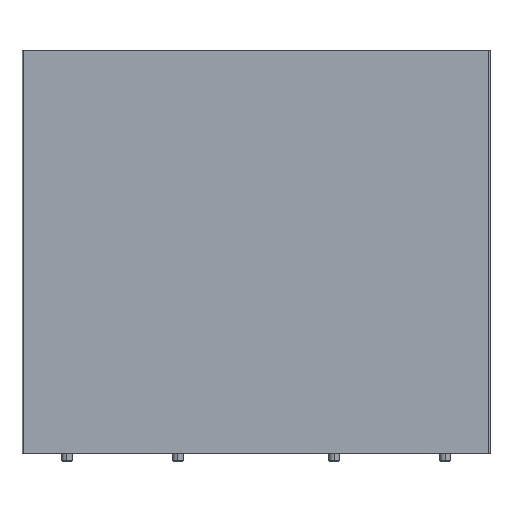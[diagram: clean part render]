
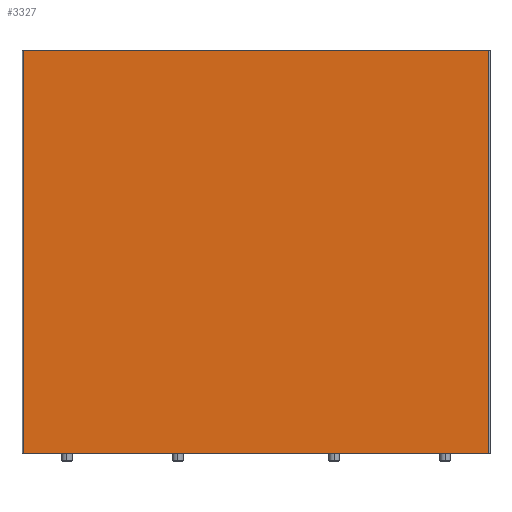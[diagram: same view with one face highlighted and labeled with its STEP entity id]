
A CAD part, top view. The second image highlights one B-rep face of the part: STEP entity #3327.
In plain terms, the highlighted planar face has unit normal (0, 0, 1).
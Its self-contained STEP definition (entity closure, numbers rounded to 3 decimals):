
#482 = CARTESIAN_POINT ( 'NONE',  ( -57.75, 0., 0. ) ) ;
#551 = EDGE_CURVE ( 'NONE', #3232, #568, #3628, .T. ) ;
#566 = CARTESIAN_POINT ( 'NONE',  ( 58., 100., 0. ) ) ;
#568 = VERTEX_POINT ( 'NONE', #2326 ) ;
#620 = LINE ( 'NONE', #4607, #2234 ) ;
#792 = EDGE_CURVE ( 'NONE', #1955, #568, #620, .T. ) ;
#804 = FACE_OUTER_BOUND ( 'NONE', #3139, .T. ) ;
#848 = DIRECTION ( 'NONE',  ( 0., 0., -1. ) ) ;
#1200 = CARTESIAN_POINT ( 'NONE',  ( 58., 100., 0. ) ) ;
#1300 = VERTEX_POINT ( 'NONE', #482 ) ;
#1328 = DIRECTION ( 'NONE',  ( 0., 1., 0. ) ) ;
#1339 = DIRECTION ( 'NONE',  ( 1., 0., 0. ) ) ;
#1496 = ORIENTED_EDGE ( 'NONE', *, *, #792, .T. ) ;
#1604 = ORIENTED_EDGE ( 'NONE', *, *, #551, .F. ) ;
#1797 = ORIENTED_EDGE ( 'NONE', *, *, #3493, .T. ) ;
#1860 = CARTESIAN_POINT ( 'NONE',  ( -57.75, 100., 0. ) ) ;
#1883 = AXIS2_PLACEMENT_3D ( 'NONE', #1200, #848, #4269 ) ;
#1923 = VECTOR ( 'NONE', #1339, 1000. ) ;
#1955 = VERTEX_POINT ( 'NONE', #3075 ) ;
#2077 = VECTOR ( 'NONE', #4355, 1000. ) ;
#2234 = VECTOR ( 'NONE', #1328, 1000. ) ;
#2326 = CARTESIAN_POINT ( 'NONE',  ( 57.75, 100., 0. ) ) ;
#2476 = LINE ( 'NONE', #4596, #1923 ) ;
#2679 = ORIENTED_EDGE ( 'NONE', *, *, #2955, .T. ) ;
#2955 = EDGE_CURVE ( 'NONE', #1300, #1955, #2476, .T. ) ;
#3052 = DIRECTION ( 'NONE',  ( 1., 0., 0. ) ) ;
#3075 = CARTESIAN_POINT ( 'NONE',  ( 57.75, 0., 0. ) ) ;
#3139 = EDGE_LOOP ( 'NONE', ( #1604, #1797, #2679, #1496 ) ) ;
#3232 = VERTEX_POINT ( 'NONE', #3280 ) ;
#3280 = CARTESIAN_POINT ( 'NONE',  ( -57.75, 100., 0. ) ) ;
#3327 = ADVANCED_FACE ( 'NONE', ( #804 ), #3677, .F. ) ;
#3493 = EDGE_CURVE ( 'NONE', #3232, #1300, #3648, .T. ) ;
#3628 = LINE ( 'NONE', #566, #4295 ) ;
#3648 = LINE ( 'NONE', #1860, #2077 ) ;
#3677 = PLANE ( 'NONE',  #1883 ) ;
#4269 = DIRECTION ( 'NONE',  ( -1., 0., 0. ) ) ;
#4295 = VECTOR ( 'NONE', #3052, 1000. ) ;
#4355 = DIRECTION ( 'NONE',  ( 0., -1., 0. ) ) ;
#4596 = CARTESIAN_POINT ( 'NONE',  ( 58., 0., 0. ) ) ;
#4607 = CARTESIAN_POINT ( 'NONE',  ( 57.75, 100., 0. ) ) ;
